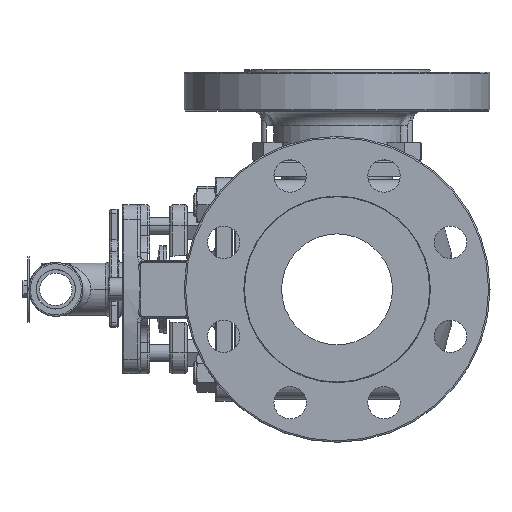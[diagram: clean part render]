
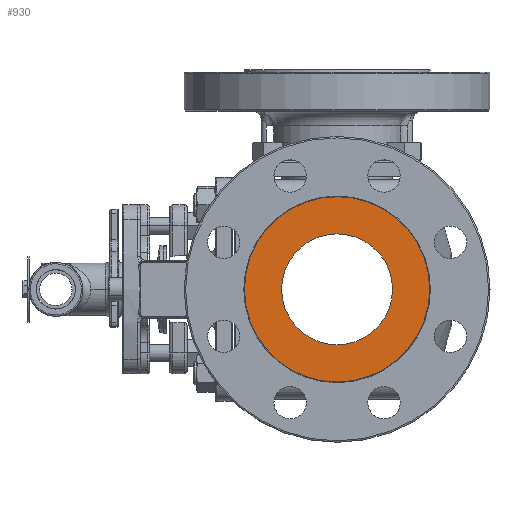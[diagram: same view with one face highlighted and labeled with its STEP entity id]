
A CAD part, left-side view. The second image highlights one B-rep face of the part: STEP entity #930.
In plain terms, the highlighted planar face has unit normal (-1, 0, 0).
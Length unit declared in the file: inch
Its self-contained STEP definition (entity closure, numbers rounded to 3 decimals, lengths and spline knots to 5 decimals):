
#67 = EDGE_LOOP ( 'NONE', ( #61653, #15758 ) ) ;
#930 = ADVANCED_FACE ( 'NONE', ( #46540, #24620 ), #53981, .T. ) ;
#2353 = CARTESIAN_POINT ( 'NONE',  ( -5.925, 0., 0. ) ) ;
#5970 = EDGE_LOOP ( 'NONE', ( #49357, #12632 ) ) ;
#10556 = CARTESIAN_POINT ( 'NONE',  ( -5.925, 0., -1.49606 ) ) ;
#12632 = ORIENTED_EDGE ( 'NONE', *, *, #27617, .T. ) ;
#12923 = DIRECTION ( 'NONE',  ( 0., 0., -1. ) ) ;
#13137 = DIRECTION ( 'NONE',  ( 0., 0., -1. ) ) ;
#15308 = DIRECTION ( 'NONE',  ( -1., 0., 0. ) ) ;
#15687 = AXIS2_PLACEMENT_3D ( 'NONE', #41668, #55679, #12923 ) ;
#15758 = ORIENTED_EDGE ( 'NONE', *, *, #61505, .T. ) ;
#18386 = CARTESIAN_POINT ( 'NONE',  ( -5.925, 0., 0. ) ) ;
#18858 = EDGE_CURVE ( 'NONE', #44270, #52801, #23718, .T. ) ;
#19317 = AXIS2_PLACEMENT_3D ( 'NONE', #48358, #15308, #43708 ) ;
#20082 = CIRCLE ( 'NONE', #59033, 2.5 ) ;
#23075 = DIRECTION ( 'NONE',  ( 1., 0., 0. ) ) ;
#23718 = CIRCLE ( 'NONE', #38739, 2.5 ) ;
#24620 = FACE_OUTER_BOUND ( 'NONE', #67, .T. ) ;
#25391 = DIRECTION ( 'NONE',  ( 0., 1., 0. ) ) ;
#25872 = CIRCLE ( 'NONE', #33894, 1.49606 ) ;
#27617 = EDGE_CURVE ( 'NONE', #60711, #41623, #25872, .T. ) ;
#33894 = AXIS2_PLACEMENT_3D ( 'NONE', #18386, #23075, #13137 ) ;
#35079 = CARTESIAN_POINT ( 'NONE',  ( -5.925, 0., 1.49606 ) ) ;
#36976 = CARTESIAN_POINT ( 'NONE',  ( -5.925, 2.5, 0. ) ) ;
#37136 = CARTESIAN_POINT ( 'NONE',  ( -5.925, -2.5, 0. ) ) ;
#38739 = AXIS2_PLACEMENT_3D ( 'NONE', #43079, #57407, #56199 ) ;
#41623 = VERTEX_POINT ( 'NONE', #10556 ) ;
#41668 = CARTESIAN_POINT ( 'NONE',  ( -5.925, 0., 0. ) ) ;
#42627 = CIRCLE ( 'NONE', #15687, 1.49606 ) ;
#43079 = CARTESIAN_POINT ( 'NONE',  ( -5.925, 0., 0. ) ) ;
#43708 = DIRECTION ( 'NONE',  ( 0., 1., 0. ) ) ;
#44270 = VERTEX_POINT ( 'NONE', #36976 ) ;
#46540 = FACE_BOUND ( 'NONE', #5970, .T. ) ;
#48358 = CARTESIAN_POINT ( 'NONE',  ( -5.925, 0., 0. ) ) ;
#49127 = DIRECTION ( 'NONE',  ( -1., 0., 0. ) ) ;
#49357 = ORIENTED_EDGE ( 'NONE', *, *, #56480, .T. ) ;
#52801 = VERTEX_POINT ( 'NONE', #37136 ) ;
#53981 = PLANE ( 'NONE',  #19317 ) ;
#55679 = DIRECTION ( 'NONE',  ( 1., 0., 0. ) ) ;
#56199 = DIRECTION ( 'NONE',  ( 0., 1., 0. ) ) ;
#56480 = EDGE_CURVE ( 'NONE', #41623, #60711, #42627, .T. ) ;
#57407 = DIRECTION ( 'NONE',  ( -1., 0., 0. ) ) ;
#59033 = AXIS2_PLACEMENT_3D ( 'NONE', #2353, #49127, #25391 ) ;
#60711 = VERTEX_POINT ( 'NONE', #35079 ) ;
#61505 = EDGE_CURVE ( 'NONE', #52801, #44270, #20082, .T. ) ;
#61653 = ORIENTED_EDGE ( 'NONE', *, *, #18858, .T. ) ;
